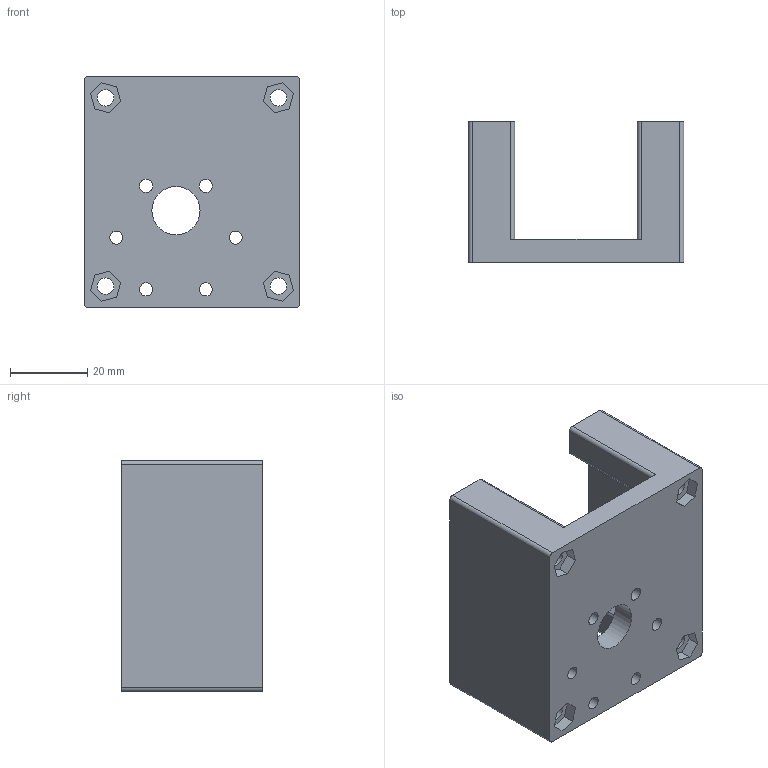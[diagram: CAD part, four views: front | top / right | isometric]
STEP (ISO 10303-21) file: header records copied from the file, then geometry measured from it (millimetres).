
FILE_DESCRIPTION(/* description */ ('STEP AP242','CAx-IF Rec.Pracs.---Representation and Presentation of Product Manufacturing Information (PMI)---4.0---2014-10-13','CAx-IF Rec.Pracs.---3D Tessellated Geometry---0.4---2014-09-14','2;1'),/* implementation_level */ '2;1');
FILE_NAME(/* name */ '687d65f081ab0d6dbb5e6899',/* time_stamp */ '2025-07-20T21:56:00Z',/* author */ (''),/* organization */ (''),/* preprocessor_version */ 'ST-DEVELOPER v20',/* originating_system */ 'ONSHAPE BY PTC INC, 1.201',/* authorisation */ ' ');
FILE_SCHEMA (('AP242_MANAGED_MODEL_BASED_3D_ENGINEERING_MIM_LF { 1 0 10303 442 1 1 4 }'));
Length unit declared in the file: metre
Products named in the file (1): Motor mount R
Bounding box: 55.95 x 36.65 x 60 mm (x, y, z)
Volume: 44202.3 mm3; surface area: 19371.3 mm2
Topology: 1 solids, 1 shells, 82 faces, 233 edges, 156 vertices
Faces by surface type: plane 47, cylinder 29, cone 6
Full cylindrical faces by diameter (mm): 3.4 x6, 4.3 x4, 12.5 x1
Entity records: 2560 total; most frequent: DIRECTION 436, CARTESIAN_POINT 433, ORIENTED_EDGE 410, EDGE_CURVE 205, AXIS2_PLACEMENT_3D 148, VERTEX_POINT 145, LINE 140, VECTOR 140
